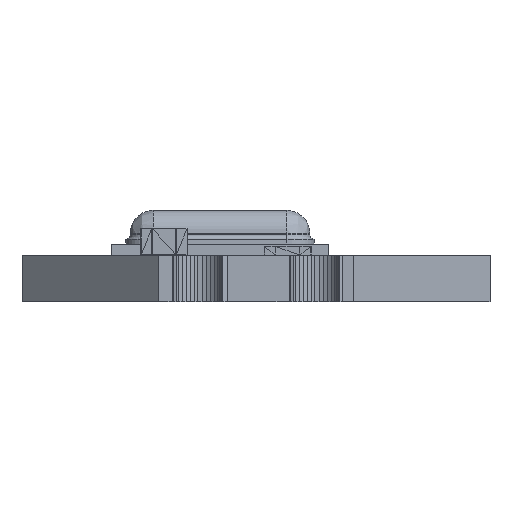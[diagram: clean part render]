
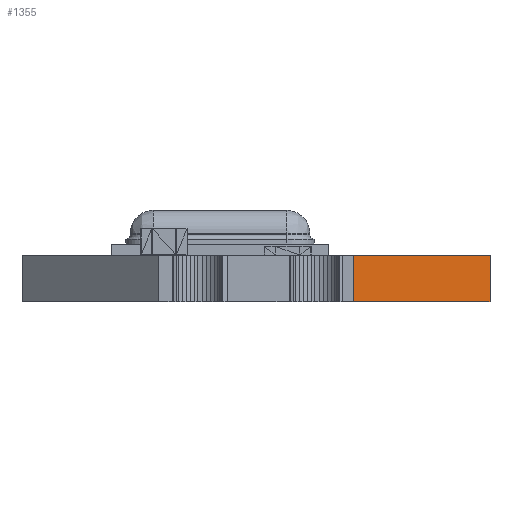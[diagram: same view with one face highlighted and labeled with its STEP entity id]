
A CAD part, left-side view. The second image highlights one B-rep face of the part: STEP entity #1355.
In plain terms, the highlighted planar face has unit normal (-0.707, -0.707, 0).
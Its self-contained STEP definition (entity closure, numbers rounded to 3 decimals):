
#1330 = VERTEX_POINT('',#1331);
#1331 = CARTESIAN_POINT('',(4.043,21.266,-1.));
#1337 = EDGE_CURVE('',#1338,#1330,#1340,.T.);
#1338 = VERTEX_POINT('',#1339);
#1339 = CARTESIAN_POINT('',(4.043,21.266,0.));
#1340 = LINE('',#1341,#1342);
#1341 = CARTESIAN_POINT('',(4.043,21.266,0.));
#1342 = VECTOR('',#1343,1.);
#1343 = DIRECTION('',(0.,0.,-1.));
#1355 = ADVANCED_FACE('',(#1356),#1381,.T.);
#1356 = FACE_BOUND('',#1357,.T.);
#1357 = EDGE_LOOP('',(#1358,#1359,#1367,#1375));
#1358 = ORIENTED_EDGE('',*,*,#1337,.T.);
#1359 = ORIENTED_EDGE('',*,*,#1360,.T.);
#1360 = EDGE_CURVE('',#1330,#1361,#1363,.T.);
#1361 = VERTEX_POINT('',#1362);
#1362 = CARTESIAN_POINT('',(7.002,18.307,-1.));
#1363 = LINE('',#1364,#1365);
#1364 = CARTESIAN_POINT('',(4.043,21.266,-1.));
#1365 = VECTOR('',#1366,1.);
#1366 = DIRECTION('',(0.707,-0.707,0.));
#1367 = ORIENTED_EDGE('',*,*,#1368,.F.);
#1368 = EDGE_CURVE('',#1369,#1361,#1371,.T.);
#1369 = VERTEX_POINT('',#1370);
#1370 = CARTESIAN_POINT('',(7.002,18.307,0.));
#1371 = LINE('',#1372,#1373);
#1372 = CARTESIAN_POINT('',(7.002,18.307,0.));
#1373 = VECTOR('',#1374,1.);
#1374 = DIRECTION('',(0.,0.,-1.));
#1375 = ORIENTED_EDGE('',*,*,#1376,.F.);
#1376 = EDGE_CURVE('',#1338,#1369,#1377,.T.);
#1377 = LINE('',#1378,#1379);
#1378 = CARTESIAN_POINT('',(4.043,21.266,0.));
#1379 = VECTOR('',#1380,1.);
#1380 = DIRECTION('',(0.707,-0.707,0.));
#1381 = PLANE('',#1382);
#1382 = AXIS2_PLACEMENT_3D('',#1383,#1384,#1385);
#1383 = CARTESIAN_POINT('',(4.043,21.266,0.));
#1384 = DIRECTION('',(-0.707,-0.707,0.));
#1385 = DIRECTION('',(0.707,-0.707,0.));
